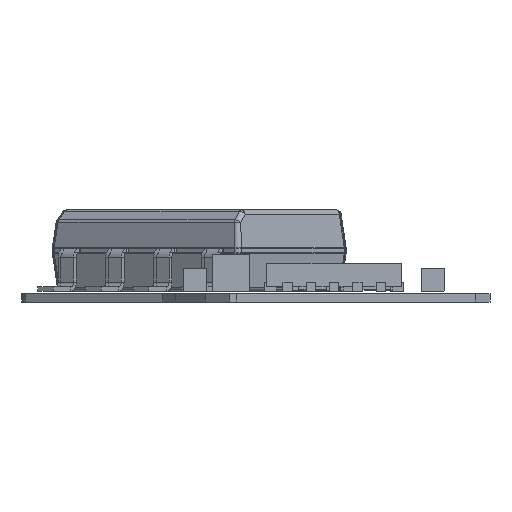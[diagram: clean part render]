
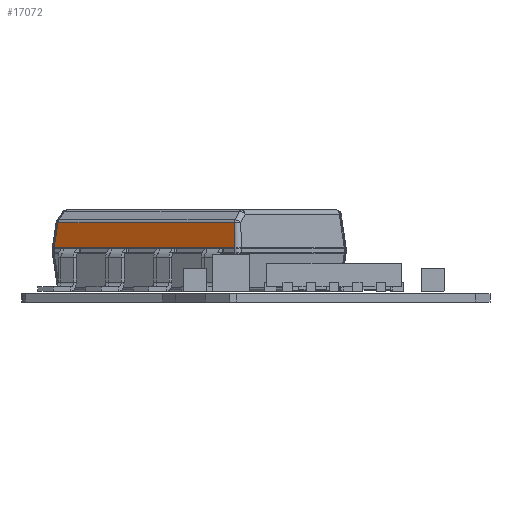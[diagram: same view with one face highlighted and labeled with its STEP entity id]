
A CAD part, left-side view. The second image highlights one B-rep face of the part: STEP entity #17072.
In plain terms, the highlighted face is planar.
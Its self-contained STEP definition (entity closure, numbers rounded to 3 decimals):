
#15819 = CYLINDRICAL_SURFACE('',#15820,0.1);
#15820 = AXIS2_PLACEMENT_3D('',#15821,#15822,#15823);
#15821 = CARTESIAN_POINT('',(-1.9,-2.5,0.922));
#15822 = DIRECTION('',(0.,1.,0.));
#15823 = DIRECTION('',(-1.,0.,0.));
#16422 = VERTEX_POINT('',#16423);
#16423 = CARTESIAN_POINT('',(-1.999,-2.4,0.932));
#16445 = EDGE_CURVE('',#16422,#16446,#16448,.T.);
#16446 = VERTEX_POINT('',#16447);
#16447 = CARTESIAN_POINT('',(-1.999,2.4,0.932));
#16448 = SURFACE_CURVE('',#16449,(#16453,#16460),.PCURVE_S1.);
#16449 = LINE('',#16450,#16451);
#16450 = CARTESIAN_POINT('',(-1.999,-2.5,0.932));
#16451 = VECTOR('',#16452,1.);
#16452 = DIRECTION('',(0.,1.,0.));
#16453 = PCURVE('',#15819,#16454);
#16454 = DEFINITIONAL_REPRESENTATION('',(#16455),#16459);
#16455 = LINE('',#16456,#16457);
#16456 = CARTESIAN_POINT('',(0.105,0.));
#16457 = VECTOR('',#16458,1.);
#16458 = DIRECTION('',(0.,1.));
#16459 = ( GEOMETRIC_REPRESENTATION_CONTEXT(2) 
PARAMETRIC_REPRESENTATION_CONTEXT() REPRESENTATION_CONTEXT('2D SPACE',''
  ) );
#16460 = PCURVE('',#16461,#16466);
#16461 = PLANE('',#16462);
#16462 = AXIS2_PLACEMENT_3D('',#16463,#16464,#16465);
#16463 = CARTESIAN_POINT('',(-2.,-2.5,0.927));
#16464 = DIRECTION('',(-0.995,0.,0.105));
#16465 = DIRECTION('',(0.,1.,0.));
#16466 = DEFINITIONAL_REPRESENTATION('',(#16467),#16471);
#16467 = LINE('',#16468,#16469);
#16468 = CARTESIAN_POINT('',(0.,-0.005));
#16469 = VECTOR('',#16470,1.);
#16470 = DIRECTION('',(1.,0.));
#16471 = ( GEOMETRIC_REPRESENTATION_CONTEXT(2) 
PARAMETRIC_REPRESENTATION_CONTEXT() REPRESENTATION_CONTEXT('2D SPACE',''
  ) );
#17012 = CYLINDRICAL_SURFACE('',#17013,0.1);
#17013 = AXIS2_PLACEMENT_3D('',#17014,#17015,#17016);
#17014 = CARTESIAN_POINT('',(-1.902,-2.402,
    0.906));
#17015 = DIRECTION('',(0.104,0.104,0.989));
#17016 = DIRECTION('',(-0.995,0.,0.105)
  );
#17056 = CYLINDRICAL_SURFACE('',#17057,0.1);
#17057 = AXIS2_PLACEMENT_3D('',#17058,#17059,#17060);
#17058 = CARTESIAN_POINT('',(-1.902,2.402,
    0.906));
#17059 = DIRECTION('',(0.104,-0.104,0.989));
#17060 = DIRECTION('',(-0.995,0.,0.105)
  );
#17072 = ADVANCED_FACE('',(#17073),#16461,.T.);
#17073 = FACE_BOUND('',#17074,.T.);
#17074 = EDGE_LOOP('',(#17075,#17076,#17099,#17127));
#17075 = ORIENTED_EDGE('',*,*,#16445,.F.);
#17076 = ORIENTED_EDGE('',*,*,#17077,.T.);
#17077 = EDGE_CURVE('',#16422,#17078,#17080,.T.);
#17078 = VERTEX_POINT('',#17079);
#17079 = CARTESIAN_POINT('',(-1.942,-2.343,
    1.476));
#17080 = SURFACE_CURVE('',#17081,(#17085,#17092),.PCURVE_S1.);
#17081 = LINE('',#17082,#17083);
#17082 = CARTESIAN_POINT('',(-2.001,-2.402,
    0.917));
#17083 = VECTOR('',#17084,1.);
#17084 = DIRECTION('',(0.104,0.104,0.989));
#17085 = PCURVE('',#16461,#17086);
#17086 = DEFINITIONAL_REPRESENTATION('',(#17087),#17091);
#17087 = LINE('',#17088,#17089);
#17088 = CARTESIAN_POINT('',(0.098,0.01));
#17089 = VECTOR('',#17090,1.);
#17090 = DIRECTION('',(0.104,-0.995));
#17091 = ( GEOMETRIC_REPRESENTATION_CONTEXT(2) 
PARAMETRIC_REPRESENTATION_CONTEXT() REPRESENTATION_CONTEXT('2D SPACE',''
  ) );
#17092 = PCURVE('',#17012,#17093);
#17093 = DEFINITIONAL_REPRESENTATION('',(#17094),#17098);
#17094 = LINE('',#17095,#17096);
#17095 = CARTESIAN_POINT('',(0.,0.));
#17096 = VECTOR('',#17097,1.);
#17097 = DIRECTION('',(0.,1.));
#17098 = ( GEOMETRIC_REPRESENTATION_CONTEXT(2) 
PARAMETRIC_REPRESENTATION_CONTEXT() REPRESENTATION_CONTEXT('2D SPACE',''
  ) );
#17099 = ORIENTED_EDGE('',*,*,#17100,.T.);
#17100 = EDGE_CURVE('',#17078,#17101,#17103,.T.);
#17101 = VERTEX_POINT('',#17102);
#17102 = CARTESIAN_POINT('',(-1.942,2.343,
    1.476));
#17103 = SURFACE_CURVE('',#17104,(#17108,#17115),.PCURVE_S1.);
#17104 = LINE('',#17105,#17106);
#17105 = CARTESIAN_POINT('',(-1.942,-2.439,
    1.476));
#17106 = VECTOR('',#17107,1.);
#17107 = DIRECTION('',(0.,1.,0.));
#17108 = PCURVE('',#16461,#17109);
#17109 = DEFINITIONAL_REPRESENTATION('',(#17110),#17114);
#17110 = LINE('',#17111,#17112);
#17111 = CARTESIAN_POINT('',(0.061,-0.552));
#17112 = VECTOR('',#17113,1.);
#17113 = DIRECTION('',(1.,0.));
#17114 = ( GEOMETRIC_REPRESENTATION_CONTEXT(2) 
PARAMETRIC_REPRESENTATION_CONTEXT() REPRESENTATION_CONTEXT('2D SPACE',''
  ) );
#17115 = PCURVE('',#17116,#17121);
#17116 = CYLINDRICAL_SURFACE('',#17117,0.1);
#17117 = AXIS2_PLACEMENT_3D('',#17118,#17119,#17120);
#17118 = CARTESIAN_POINT('',(-1.843,-2.439,
    1.466));
#17119 = DIRECTION('',(0.,1.,0.));
#17120 = DIRECTION('',(-0.995,0.,0.105));
#17121 = DEFINITIONAL_REPRESENTATION('',(#17122),#17126);
#17122 = LINE('',#17123,#17124);
#17123 = CARTESIAN_POINT('',(0.,0.));
#17124 = VECTOR('',#17125,1.);
#17125 = DIRECTION('',(0.,1.));
#17126 = ( GEOMETRIC_REPRESENTATION_CONTEXT(2) 
PARAMETRIC_REPRESENTATION_CONTEXT() REPRESENTATION_CONTEXT('2D SPACE',''
  ) );
#17127 = ORIENTED_EDGE('',*,*,#17128,.F.);
#17128 = EDGE_CURVE('',#16446,#17101,#17129,.T.);
#17129 = SURFACE_CURVE('',#17130,(#17134,#17141),.PCURVE_S1.);
#17130 = LINE('',#17131,#17132);
#17131 = CARTESIAN_POINT('',(-2.001,2.402,
    0.917));
#17132 = VECTOR('',#17133,1.);
#17133 = DIRECTION('',(0.104,-0.104,0.989));
#17134 = PCURVE('',#16461,#17135);
#17135 = DEFINITIONAL_REPRESENTATION('',(#17136),#17140);
#17136 = LINE('',#17137,#17138);
#17137 = CARTESIAN_POINT('',(4.902,0.01));
#17138 = VECTOR('',#17139,1.);
#17139 = DIRECTION('',(-0.104,-0.995));
#17140 = ( GEOMETRIC_REPRESENTATION_CONTEXT(2) 
PARAMETRIC_REPRESENTATION_CONTEXT() REPRESENTATION_CONTEXT('2D SPACE',''
  ) );
#17141 = PCURVE('',#17056,#17142);
#17142 = DEFINITIONAL_REPRESENTATION('',(#17143),#17147);
#17143 = LINE('',#17144,#17145);
#17144 = CARTESIAN_POINT('',(6.283,0.));
#17145 = VECTOR('',#17146,1.);
#17146 = DIRECTION('',(-0.,1.));
#17147 = ( GEOMETRIC_REPRESENTATION_CONTEXT(2) 
PARAMETRIC_REPRESENTATION_CONTEXT() REPRESENTATION_CONTEXT('2D SPACE',''
  ) );
